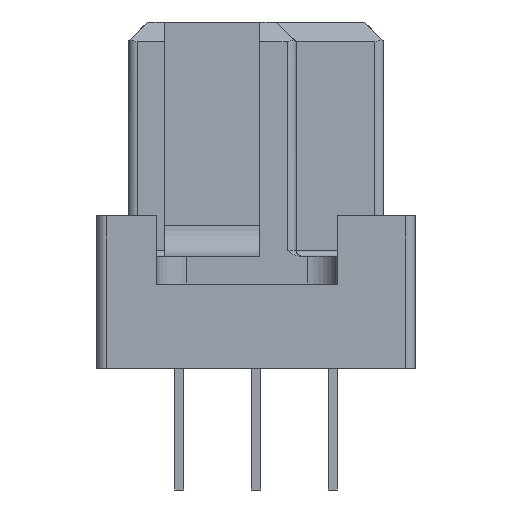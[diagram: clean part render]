
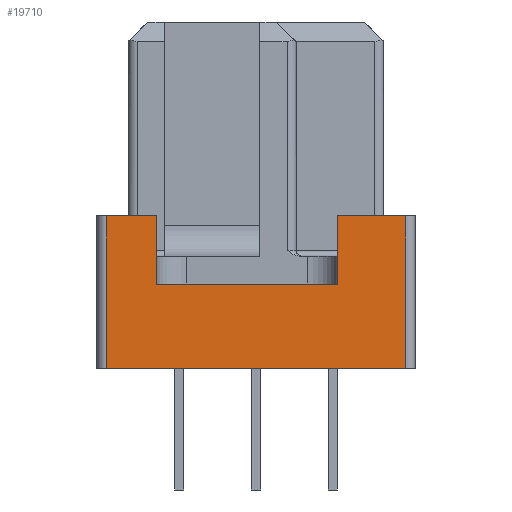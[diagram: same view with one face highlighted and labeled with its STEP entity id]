
A CAD part, front view. The second image highlights one B-rep face of the part: STEP entity #19710.
In plain terms, the highlighted planar face has unit normal (0, -1, 0).
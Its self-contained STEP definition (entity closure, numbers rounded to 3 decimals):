
#448=FACE_OUTER_BOUND($,#1641,.T.);
#1641=EDGE_LOOP($,(#13996,#13997,#13998,#13999,#14000,#14001,#14002,#14003));
#3039=LINE($,#28991,#5567);
#3046=LINE($,#29013,#5574);
#3049=LINE($,#29022,#5577);
#3367=LINE($,#29889,#5895);
#3368=LINE($,#29891,#5896);
#3369=LINE($,#29893,#5897);
#3370=LINE($,#29895,#5898);
#3371=LINE($,#29896,#5899);
#5567=VECTOR($,#23106,2.25);
#5574=VECTOR($,#23129,2.25);
#5577=VECTOR($,#23138,6.);
#5895=VECTOR($,#23748,2.25);
#5896=VECTOR($,#23749,1.65);
#5897=VECTOR($,#23750,5.05);
#5898=VECTOR($,#23751,9.9);
#5899=VECTOR($,#23752,5.05);
#8466=VERTEX_POINT($,#28988);
#8467=VERTEX_POINT($,#28990);
#8474=VERTEX_POINT($,#29012);
#8477=VERTEX_POINT($,#29020);
#8729=VERTEX_POINT($,#29888);
#8730=VERTEX_POINT($,#29890);
#8731=VERTEX_POINT($,#29892);
#8732=VERTEX_POINT($,#29894);
#10397=EDGE_CURVE($,#8467,#8466,#3039,.T.);
#10408=EDGE_CURVE($,#8474,#8467,#3046,.T.);
#10413=EDGE_CURVE($,#8466,#8477,#3049,.T.);
#10772=EDGE_CURVE($,#8477,#8729,#3367,.T.);
#10773=EDGE_CURVE($,#8729,#8730,#3368,.T.);
#10774=EDGE_CURVE($,#8731,#8730,#3369,.T.);
#10775=EDGE_CURVE($,#8732,#8731,#3370,.T.);
#10776=EDGE_CURVE($,#8732,#8474,#3371,.T.);
#13996=ORIENTED_EDGE($,*,*,#10408,.T.);
#13997=ORIENTED_EDGE($,*,*,#10397,.T.);
#13998=ORIENTED_EDGE($,*,*,#10413,.T.);
#13999=ORIENTED_EDGE($,*,*,#10772,.T.);
#14000=ORIENTED_EDGE($,*,*,#10773,.T.);
#14001=ORIENTED_EDGE($,*,*,#10774,.F.);
#14002=ORIENTED_EDGE($,*,*,#10775,.F.);
#14003=ORIENTED_EDGE($,*,*,#10776,.T.);
#18666=PLANE($,#21304);
#19710=ADVANCED_FACE($,(#448),#18666,.T.);
#21304=AXIS2_PLACEMENT_3D($,#29887,#23746,#23747);
#23106=DIRECTION($,(0.,0.,-1.));
#23129=DIRECTION($,(-1.,0.,0.));
#23138=DIRECTION($,(-1.,0.,0.));
#23746=DIRECTION('center_axis',(0.,-1.,0.));
#23747=DIRECTION('ref_axis',(0.,0.,-1.));
#23748=DIRECTION($,(0.,0.,1.));
#23749=DIRECTION($,(-1.,0.,0.));
#23750=DIRECTION($,(0.,0.,1.));
#23751=DIRECTION($,(-1.,0.,0.));
#23752=DIRECTION($,(0.,0.,1.));
#28988=CARTESIAN_POINT('',(5.24,-86.795,2.8));
#28990=CARTESIAN_POINT('',(5.24,-86.795,5.05));
#28991=CARTESIAN_POINT($,(5.24,-86.795,2.8));
#29012=CARTESIAN_POINT('',(7.49,-86.795,5.05));
#29013=CARTESIAN_POINT($,(5.24,-86.795,5.05));
#29020=CARTESIAN_POINT('',(-0.76,-86.795,2.8));
#29022=CARTESIAN_POINT($,(-0.76,-86.795,2.8));
#29887=CARTESIAN_POINT('Origin',(7.49,-86.795,5.05));
#29888=CARTESIAN_POINT('',(-0.76,-86.795,5.05));
#29889=CARTESIAN_POINT($,(-0.76,-86.795,5.05));
#29890=CARTESIAN_POINT('',(-2.41,-86.795,5.05));
#29891=CARTESIAN_POINT($,(-2.41,-86.795,5.05));
#29892=CARTESIAN_POINT('',(-2.41,-86.795,0.));
#29893=CARTESIAN_POINT($,(-2.41,-86.795,5.05));
#29894=CARTESIAN_POINT('',(7.49,-86.795,0.));
#29895=CARTESIAN_POINT($,(-2.41,-86.795,0.));
#29896=CARTESIAN_POINT($,(7.49,-86.795,5.05));
